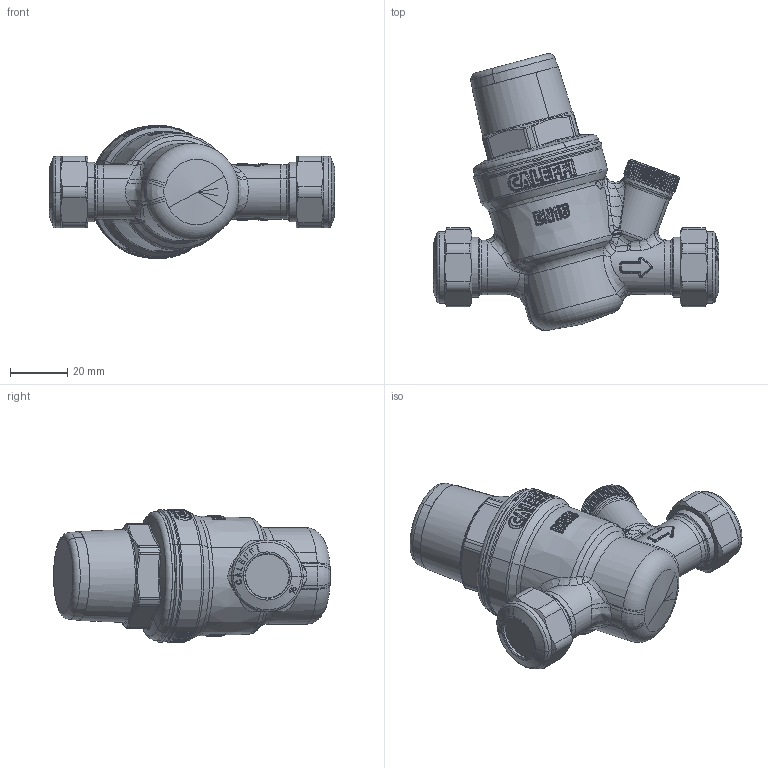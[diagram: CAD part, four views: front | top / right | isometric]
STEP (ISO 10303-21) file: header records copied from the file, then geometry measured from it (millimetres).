
FILE_DESCRIPTION(('CATIA V5 STEP Exchange','CAx-IF Rec.Pracs.--- Model Styling and Organization---1.4--- 2014-01-23','CAx-IF Rec.Pracs.---3D Tessellated Data Validation Properties---0.5---2014-09-14'),'2;1');
FILE_NAME('STEP_533741H_-_TST.stp','2021-11-18T13:59:30+00:00',('none'),('none'),'CATIA Version 5-6 Release 2019 SP3','CATIA V5 STEP AP242 v1','none');
FILE_SCHEMA(('AP242_MANAGED_MODEL_BASED_3D_ENGINEERING_MIM_LF {1 0 10303 442 1 1 4}'));
Length unit declared in the file: millimetre
Products named in the file (1): 533741H - TST
Bounding box: 99.62 x 96.62 x 46.4 mm (x, y, z)
Volume: 132663.3 mm3; surface area: 19675.6 mm2
Topology: 1 solids, 1 shells, 2589 faces, 6454 edges, 3723 vertices
Faces by surface type: bspline 1232, plane 705, cylinder 305, sphere 155, cone 105, torus 85, revolution 2
Entity records: 152546 total; most frequent: CARTESIAN_POINT 106157, ORIENTED_EDGE 12536, EDGE_CURVE 6268, DIRECTION 4236, B_SPLINE_CURVE_WITH_KNOTS 4148, VERTEX_POINT 3723, EDGE_LOOP 2631, ADVANCED_FACE 2589
